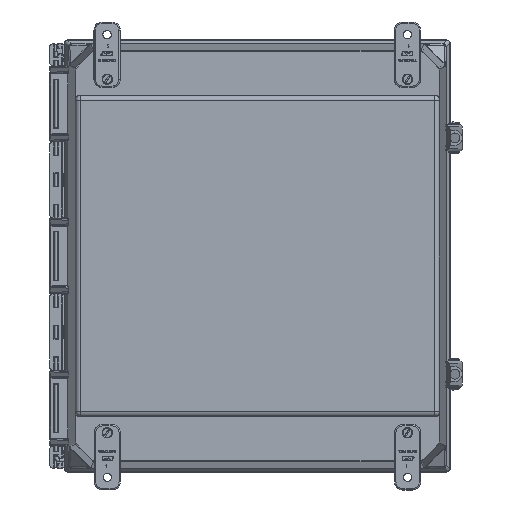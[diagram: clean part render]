
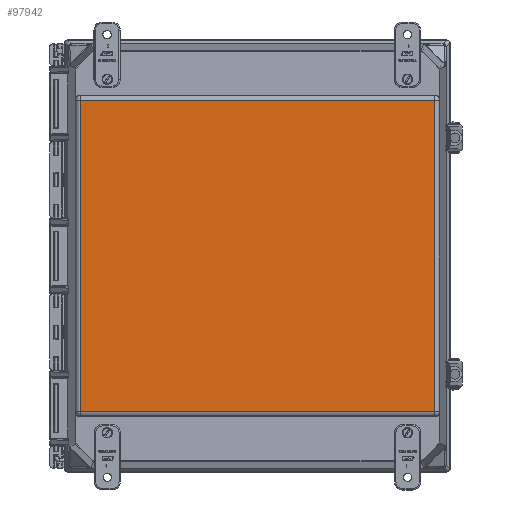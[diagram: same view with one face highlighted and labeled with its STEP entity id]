
A CAD part, front view. The second image highlights one B-rep face of the part: STEP entity #97942.
In plain terms, the highlighted planar face has unit normal (0, -1, 0).
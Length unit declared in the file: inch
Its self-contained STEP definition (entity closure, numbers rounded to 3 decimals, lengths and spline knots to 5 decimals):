
#2711 = EDGE_LOOP ( 'NONE', ( #26319, #16750, #74228, #23316 ) ) ;
#9304 = EDGE_CURVE ( 'NONE', #74392, #60111, #37357, .T. ) ;
#9754 = CARTESIAN_POINT ( 'NONE',  ( 6.76512, -8.125, 5.94442 ) ) ;
#10856 = CARTESIAN_POINT ( 'NONE',  ( -6.76512, -8.125, -6.125 ) ) ;
#11443 = LINE ( 'NONE', #79723, #107988 ) ;
#11891 = LINE ( 'NONE', #118126, #60247 ) ;
#14789 = CARTESIAN_POINT ( 'NONE',  ( -6.76512, -8.125, 5.94442 ) ) ;
#14990 = DIRECTION ( 'NONE',  ( 0., 0., -1. ) ) ;
#16750 = ORIENTED_EDGE ( 'NONE', *, *, #94410, .T. ) ;
#23316 = ORIENTED_EDGE ( 'NONE', *, *, #57616, .T. ) ;
#25500 = DIRECTION ( 'NONE',  ( 1., 0., 0. ) ) ;
#26319 = ORIENTED_EDGE ( 'NONE', *, *, #84314, .T. ) ;
#29545 = VECTOR ( 'NONE', #31097, 39.37008 ) ;
#30979 = CARTESIAN_POINT ( 'NONE',  ( 6.76512, -8.125, -5.94442 ) ) ;
#31097 = DIRECTION ( 'NONE',  ( 0., 0., -1. ) ) ;
#37357 = LINE ( 'NONE', #63903, #85573 ) ;
#39701 = VERTEX_POINT ( 'NONE', #9754 ) ;
#54520 = FACE_OUTER_BOUND ( 'NONE', #2711, .T. ) ;
#57616 = EDGE_CURVE ( 'NONE', #60111, #39701, #11891, .T. ) ;
#60111 = VERTEX_POINT ( 'NONE', #30979 ) ;
#60247 = VECTOR ( 'NONE', #79685, 39.37008 ) ;
#63103 = CARTESIAN_POINT ( 'NONE',  ( -7.36, -8.125, -8.25 ) ) ;
#63121 = CARTESIAN_POINT ( 'NONE',  ( -6.76512, -8.125, -5.94442 ) ) ;
#63903 = CARTESIAN_POINT ( 'NONE',  ( 6.94571, -8.125, -5.94442 ) ) ;
#72767 = DIRECTION ( 'NONE',  ( 0., -1., 0. ) ) ;
#74228 = ORIENTED_EDGE ( 'NONE', *, *, #9304, .T. ) ;
#74392 = VERTEX_POINT ( 'NONE', #63121 ) ;
#79685 = DIRECTION ( 'NONE',  ( 0., 0., 1. ) ) ;
#79723 = CARTESIAN_POINT ( 'NONE',  ( -6.94571, -8.125, 5.94442 ) ) ;
#81500 = AXIS2_PLACEMENT_3D ( 'NONE', #63103, #72767, #14990 ) ;
#83051 = VERTEX_POINT ( 'NONE', #14789 ) ;
#84314 = EDGE_CURVE ( 'NONE', #39701, #83051, #11443, .T. ) ;
#85573 = VECTOR ( 'NONE', #25500, 39.37008 ) ;
#89396 = DIRECTION ( 'NONE',  ( -1., 0., 0. ) ) ;
#91667 = PLANE ( 'NONE',  #81500 ) ;
#94410 = EDGE_CURVE ( 'NONE', #83051, #74392, #112511, .T. ) ;
#97942 = ADVANCED_FACE ( 'NONE', ( #54520 ), #91667, .T. ) ;
#107988 = VECTOR ( 'NONE', #89396, 39.37008 ) ;
#112511 = LINE ( 'NONE', #10856, #29545 ) ;
#118126 = CARTESIAN_POINT ( 'NONE',  ( 6.76512, -8.125, 6.125 ) ) ;
